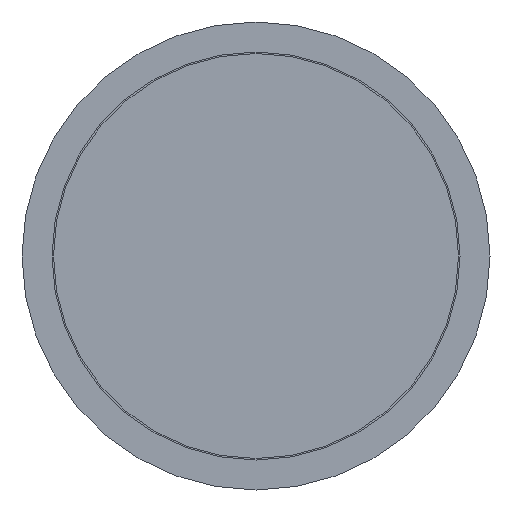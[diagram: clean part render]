
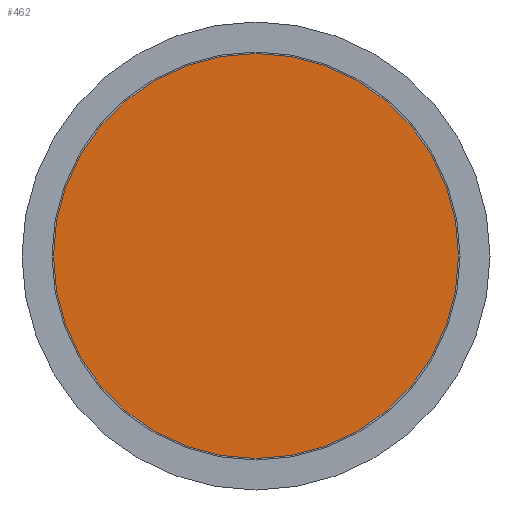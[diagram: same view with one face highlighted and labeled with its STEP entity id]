
A CAD part, front view. The second image highlights one B-rep face of the part: STEP entity #462.
In plain terms, the highlighted planar face has unit normal (0, -1, 0).
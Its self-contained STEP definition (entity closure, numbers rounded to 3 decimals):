
#40 = CARTESIAN_POINT ( 'NONE',  ( 0., 0., -33.75 ) ) ;
#81 = CARTESIAN_POINT ( 'NONE',  ( 0., 0., 0. ) ) ;
#220 = ORIENTED_EDGE ( 'NONE', *, *, #485, .T. ) ;
#281 = AXIS2_PLACEMENT_3D ( 'NONE', #892, #688, #765 ) ;
#420 = CIRCLE ( 'NONE', #802, 33.75 ) ;
#462 = ADVANCED_FACE ( 'NONE', ( #830 ), #592, .F. ) ;
#485 = EDGE_CURVE ( 'NONE', #565, #565, #420, .T. ) ;
#540 = EDGE_LOOP ( 'NONE', ( #220 ) ) ;
#565 = VERTEX_POINT ( 'NONE', #40 ) ;
#592 = PLANE ( 'NONE',  #281 ) ;
#688 = DIRECTION ( 'NONE',  ( 0., 1., 0. ) ) ;
#762 = DIRECTION ( 'NONE',  ( 0., 0., -1. ) ) ;
#765 = DIRECTION ( 'NONE',  ( 0., 0., 1. ) ) ;
#802 = AXIS2_PLACEMENT_3D ( 'NONE', #81, #912, #762 ) ;
#830 = FACE_OUTER_BOUND ( 'NONE', #540, .T. ) ;
#892 = CARTESIAN_POINT ( 'NONE',  ( -33.75, 0., 0. ) ) ;
#912 = DIRECTION ( 'NONE',  ( 0., -1., 0. ) ) ;
